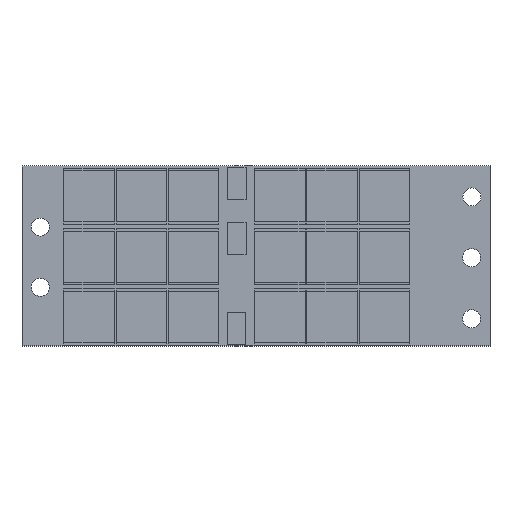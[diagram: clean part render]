
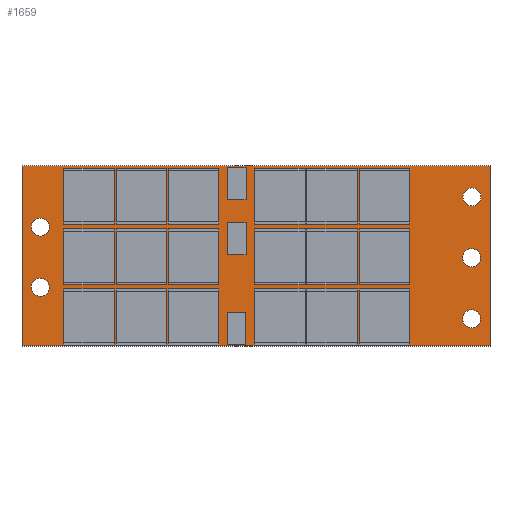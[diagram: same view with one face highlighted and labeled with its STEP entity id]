
A CAD part, top view. The second image highlights one B-rep face of the part: STEP entity #1659.
In plain terms, the highlighted planar face has unit normal (0, 0, 1).
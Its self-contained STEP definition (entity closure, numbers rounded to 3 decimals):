
#704=FACE_BOUND('',#810,.T.);
#705=FACE_BOUND('',#811,.T.);
#706=FACE_BOUND('',#812,.T.);
#707=FACE_BOUND('',#813,.T.);
#708=FACE_BOUND('',#814,.T.);
#709=CIRCLE('',#1730,2.5);
#711=CIRCLE('',#1733,2.5);
#713=CIRCLE('',#1736,2.5);
#715=CIRCLE('',#1739,2.5);
#717=CIRCLE('',#1742,2.5);
#734=FACE_OUTER_BOUND('',#809,.T.);
#809=EDGE_LOOP('',(#1364,#1365,#1366,#1367));
#810=EDGE_LOOP('',(#1368));
#811=EDGE_LOOP('',(#1369));
#812=EDGE_LOOP('',(#1370));
#813=EDGE_LOOP('',(#1371));
#814=EDGE_LOOP('',(#1372));
#872=LINE('',#2753,#992);
#875=LINE('',#2759,#995);
#878=LINE('',#2765,#998);
#880=LINE('',#2768,#1000);
#992=VECTOR('',#2031,130.);
#995=VECTOR('',#2036,50.);
#998=VECTOR('',#2041,130.);
#1000=VECTOR('',#2045,50.);
#1110=VERTEX_POINT('',#2747);
#1112=VERTEX_POINT('',#2751);
#1114=VERTEX_POINT('',#2757);
#1116=VERTEX_POINT('',#2763);
#1117=VERTEX_POINT('',#2770);
#1119=VERTEX_POINT('',#2775);
#1121=VERTEX_POINT('',#2780);
#1123=VERTEX_POINT('',#2785);
#1125=VERTEX_POINT('',#2790);
#1202=EDGE_CURVE('',#1110,#1112,#872,.T.);
#1205=EDGE_CURVE('',#1112,#1114,#875,.T.);
#1208=EDGE_CURVE('',#1114,#1116,#878,.T.);
#1210=EDGE_CURVE('',#1116,#1110,#880,.T.);
#1211=EDGE_CURVE('',#1117,#1117,#709,.T.);
#1213=EDGE_CURVE('',#1119,#1119,#711,.T.);
#1215=EDGE_CURVE('',#1121,#1121,#713,.T.);
#1217=EDGE_CURVE('',#1123,#1123,#715,.T.);
#1219=EDGE_CURVE('',#1125,#1125,#717,.T.);
#1364=ORIENTED_EDGE('',*,*,#1202,.T.);
#1365=ORIENTED_EDGE('',*,*,#1205,.T.);
#1366=ORIENTED_EDGE('',*,*,#1208,.T.);
#1367=ORIENTED_EDGE('',*,*,#1210,.T.);
#1368=ORIENTED_EDGE('',*,*,#1211,.F.);
#1369=ORIENTED_EDGE('',*,*,#1213,.F.);
#1370=ORIENTED_EDGE('',*,*,#1215,.F.);
#1371=ORIENTED_EDGE('',*,*,#1217,.F.);
#1372=ORIENTED_EDGE('',*,*,#1219,.F.);
#1594=PLANE('',#1745);
#1659=ADVANCED_FACE('',(#734,#704,#705,#706,#707,#708),#1594,.F.);
#1730=AXIS2_PLACEMENT_3D('',#2771,#2048,#2049);
#1733=AXIS2_PLACEMENT_3D('',#2776,#2054,#2055);
#1736=AXIS2_PLACEMENT_3D('',#2781,#2060,#2061);
#1739=AXIS2_PLACEMENT_3D('',#2786,#2066,#2067);
#1742=AXIS2_PLACEMENT_3D('',#2791,#2072,#2073);
#1745=AXIS2_PLACEMENT_3D('',#2795,#2078,#2079);
#2031=DIRECTION('',(1.,0.,0.));
#2036=DIRECTION('',(0.,1.,0.));
#2041=DIRECTION('',(-1.,0.,0.));
#2045=DIRECTION('',(0.,-1.,0.));
#2048=DIRECTION('center_axis',(0.,0.,1.));
#2049=DIRECTION('ref_axis',(1.,0.,0.));
#2054=DIRECTION('center_axis',(0.,0.,1.));
#2055=DIRECTION('ref_axis',(1.,0.,0.));
#2060=DIRECTION('center_axis',(0.,0.,1.));
#2061=DIRECTION('ref_axis',(1.,0.,0.));
#2066=DIRECTION('center_axis',(0.,0.,1.));
#2067=DIRECTION('ref_axis',(1.,0.,0.));
#2072=DIRECTION('center_axis',(0.,0.,1.));
#2073=DIRECTION('ref_axis',(1.,0.,0.));
#2078=DIRECTION('center_axis',(0.,0.,-1.));
#2079=DIRECTION('ref_axis',(-1.,0.,0.));
#2747=CARTESIAN_POINT('',(0.,0.,0.991));
#2751=CARTESIAN_POINT('',(130.,0.,0.991));
#2753=CARTESIAN_POINT('',(0.,0.,0.991));
#2757=CARTESIAN_POINT('',(130.,50.,0.991));
#2759=CARTESIAN_POINT('',(130.,0.,0.991));
#2763=CARTESIAN_POINT('',(0.,50.,0.991));
#2765=CARTESIAN_POINT('',(130.,50.,0.991));
#2768=CARTESIAN_POINT('',(0.,50.,0.991));
#2770=CARTESIAN_POINT('',(7.6,16.3,0.991));
#2771=CARTESIAN_POINT('Origin',(5.1,16.3,0.991));
#2775=CARTESIAN_POINT('',(7.625,33.05,0.991));
#2776=CARTESIAN_POINT('Origin',(5.125,33.05,0.991));
#2780=CARTESIAN_POINT('',(127.375,7.55,0.991));
#2781=CARTESIAN_POINT('Origin',(124.875,7.55,0.991));
#2785=CARTESIAN_POINT('',(127.375,24.55,0.991));
#2786=CARTESIAN_POINT('Origin',(124.875,24.55,0.991));
#2790=CARTESIAN_POINT('',(127.5,41.4,0.991));
#2791=CARTESIAN_POINT('Origin',(125.,41.4,0.991));
#2795=CARTESIAN_POINT('Origin',(0.,0.,0.991));
